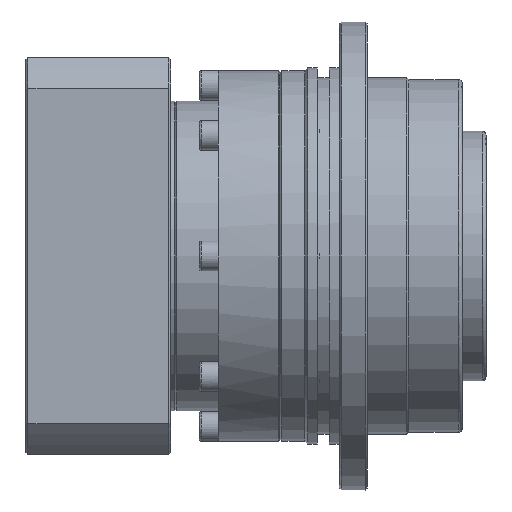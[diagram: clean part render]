
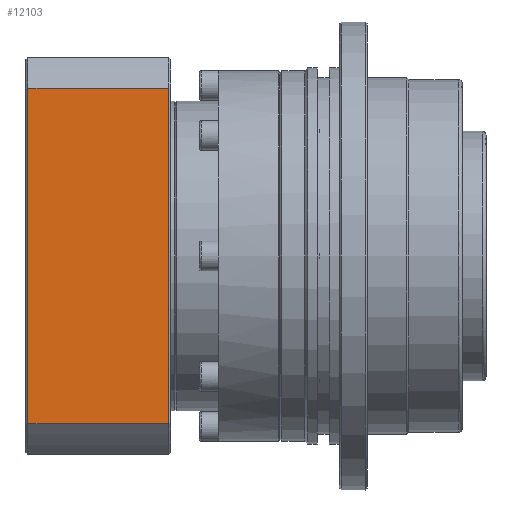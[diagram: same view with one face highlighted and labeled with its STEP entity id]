
A CAD part, front view. The second image highlights one B-rep face of the part: STEP entity #12103.
In plain terms, the highlighted planar face has unit normal (0, -1, 0).
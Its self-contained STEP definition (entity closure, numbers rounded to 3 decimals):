
#115 = VECTOR ( 'NONE', #16234, 1000. ) ;
#118 = VERTEX_POINT ( 'NONE', #21500 ) ;
#241 = CARTESIAN_POINT ( 'NONE',  ( -25., -50., 4. ) ) ;
#347 = CARTESIAN_POINT ( 'NONE',  ( -42.236, -50., 4. ) ) ;
#707 = EDGE_CURVE ( 'NONE', #17631, #118, #9231, .T. ) ;
#785 = VERTEX_POINT ( 'NONE', #347 ) ;
#2738 = VECTOR ( 'NONE', #8932, 1000. ) ;
#4059 = EDGE_CURVE ( 'NONE', #7292, #785, #11039, .T. ) ;
#4757 = LINE ( 'NONE', #241, #115 ) ;
#4891 = CARTESIAN_POINT ( 'NONE',  ( -50., -50., 0. ) ) ;
#5337 = CARTESIAN_POINT ( 'NONE',  ( 42.236, -50., 0. ) ) ;
#6209 = CARTESIAN_POINT ( 'NONE',  ( -42.236, -50., 39.5 ) ) ;
#6658 = DIRECTION ( 'NONE',  ( 1., 0., 0. ) ) ;
#7292 = VERTEX_POINT ( 'NONE', #6209 ) ;
#8850 = CARTESIAN_POINT ( 'NONE',  ( -50., -50., 39.5 ) ) ;
#8932 = DIRECTION ( 'NONE',  ( -1., 0., 0. ) ) ;
#8951 = ORIENTED_EDGE ( 'NONE', *, *, #707, .T. ) ;
#9231 = LINE ( 'NONE', #5337, #22942 ) ;
#9251 = FACE_OUTER_BOUND ( 'NONE', #18816, .T. ) ;
#9874 = ORIENTED_EDGE ( 'NONE', *, *, #20270, .T. ) ;
#11039 = LINE ( 'NONE', #14672, #15720 ) ;
#12103 = ADVANCED_FACE ( 'NONE', ( #9251 ), #20962, .T. ) ;
#14672 = CARTESIAN_POINT ( 'NONE',  ( -42.236, -50., 0. ) ) ;
#14715 = DIRECTION ( 'NONE',  ( 0., 0., -1. ) ) ;
#15720 = VECTOR ( 'NONE', #14715, 1000. ) ;
#16234 = DIRECTION ( 'NONE',  ( -1., 0., 0. ) ) ;
#16795 = CARTESIAN_POINT ( 'NONE',  ( 42.236, -50., 4. ) ) ;
#16888 = DIRECTION ( 'NONE',  ( 0., 0., 1. ) ) ;
#17203 = ORIENTED_EDGE ( 'NONE', *, *, #18038, .F. ) ;
#17358 = DIRECTION ( 'NONE',  ( 0., -1., 0. ) ) ;
#17631 = VERTEX_POINT ( 'NONE', #16795 ) ;
#18038 = EDGE_CURVE ( 'NONE', #17631, #785, #4757, .T. ) ;
#18816 = EDGE_LOOP ( 'NONE', ( #9874, #21380, #17203, #8951 ) ) ;
#20270 = EDGE_CURVE ( 'NONE', #118, #7292, #21740, .T. ) ;
#20962 = PLANE ( 'NONE',  #23028 ) ;
#21380 = ORIENTED_EDGE ( 'NONE', *, *, #4059, .T. ) ;
#21500 = CARTESIAN_POINT ( 'NONE',  ( 42.236, -50., 39.5 ) ) ;
#21740 = LINE ( 'NONE', #8850, #2738 ) ;
#22942 = VECTOR ( 'NONE', #16888, 1000. ) ;
#23028 = AXIS2_PLACEMENT_3D ( 'NONE', #4891, #17358, #6658 ) ;
